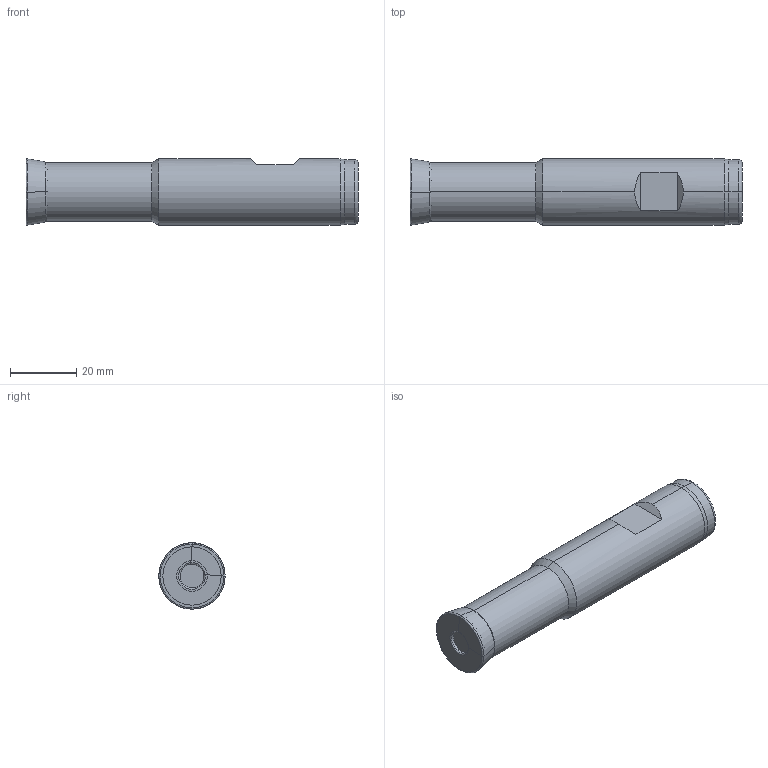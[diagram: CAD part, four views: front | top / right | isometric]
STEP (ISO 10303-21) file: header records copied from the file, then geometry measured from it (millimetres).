
FILE_DESCRIPTION (( 'STEP AP214' ), '1' );
FILE_NAME ('ACBM-CC06-D20X9-W20-L100-Z02-H-LIGHT.STP', '2023-12-01T08:51:21', ( '' ), ( '' ), 'SwSTEP 2.0', 'SolidWorks 2018', '' );
FILE_SCHEMA (( 'AUTOMOTIVE_DESIGN' ));
Length unit declared in the file: millimetre
Products named in the file (1): ACBM-CC06-D20X9-W20-L100-Z02-H-LIGHT
Bounding box: 100 x 20 x 20 mm (x, y, z)
Volume: 29917.6 mm3; surface area: 7528.1 mm2
Topology: 2 solids, 2 shells, 40 faces, 85 edges, 48 vertices
Faces by surface type: bspline 14, plane 10, cone 6, cylinder 6, torus 4
Entity records: 1582 total; most frequent: CARTESIAN_POINT 530, DIRECTION 187, ORIENTED_EDGE 170, EDGE_CURVE 85, AXIS2_PLACEMENT_3D 81, CIRCLE 54, VERTEX_POINT 48, EDGE_LOOP 41
